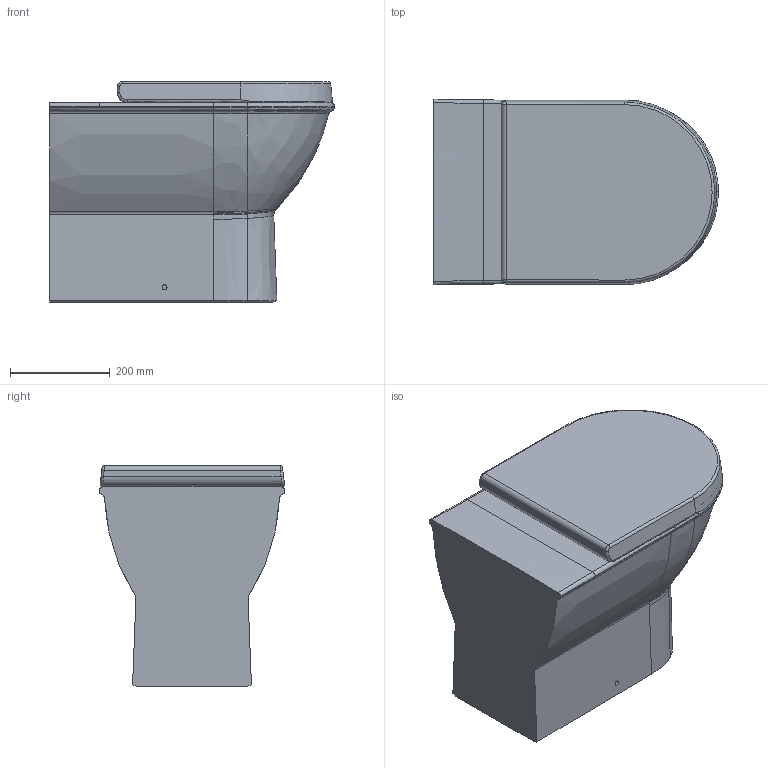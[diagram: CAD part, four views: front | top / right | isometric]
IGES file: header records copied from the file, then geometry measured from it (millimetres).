
Global section: file name: No Iges File Name specified; native system: Autodesk Inventor 2011; preprocessor: AutoDesk Inventor Iges Exporter R2011; author: Administrator; date: 20110518.182247; units: millimetre
Bounding box: 570 x 371.06 x 442.05 mm (x, y, z)
Volume: 46576475.1 mm3; surface area: 1357648.4 mm2
Topology: 2 solids, 2 shells, 205 faces, 468 edges, 278 vertices
Faces by surface type: bspline 120, plane 37, cylinder 27, revolution 18, torus 2, cone 1
